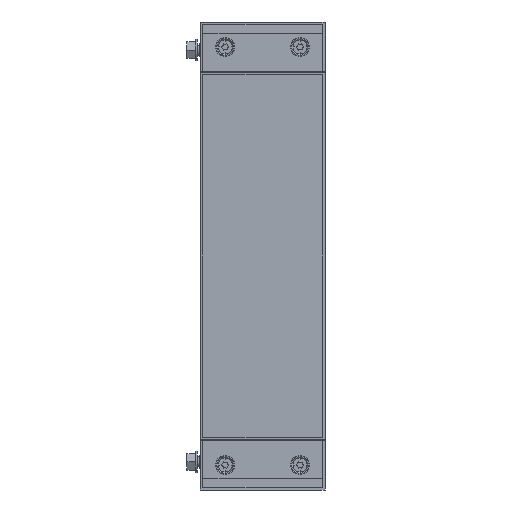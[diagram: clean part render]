
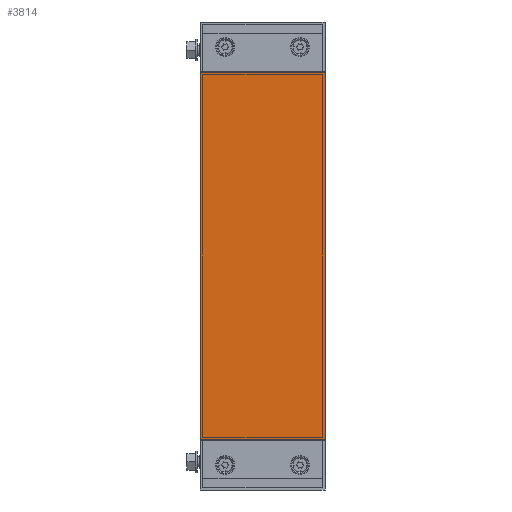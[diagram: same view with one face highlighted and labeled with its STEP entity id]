
A CAD part, left-side view. The second image highlights one B-rep face of the part: STEP entity #3814.
In plain terms, the highlighted planar face has unit normal (-1, 0, 0).
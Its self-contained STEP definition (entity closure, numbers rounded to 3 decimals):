
#418 = ORIENTED_EDGE ( 'NONE', *, *, #6415, .T. ) ;
#472 = CARTESIAN_POINT ( 'NONE',  ( 0., 0., 334.6 ) ) ;
#631 = PLANE ( 'NONE',  #8897 ) ;
#757 = VECTOR ( 'NONE', #4482, 1000. ) ;
#848 = LINE ( 'NONE', #5434, #6354 ) ;
#1027 = DIRECTION ( 'NONE',  ( 0., 0., 1. ) ) ;
#1459 = CARTESIAN_POINT ( 'NONE',  ( 0., 0., 40.4 ) ) ;
#1489 = EDGE_CURVE ( 'NONE', #3985, #2778, #7686, .T. ) ;
#1656 = DIRECTION ( 'NONE',  ( 0., 0., -1. ) ) ;
#1786 = CARTESIAN_POINT ( 'NONE',  ( 0., -100., 40.4 ) ) ;
#2676 = VECTOR ( 'NONE', #1027, 1000. ) ;
#2778 = VERTEX_POINT ( 'NONE', #8367 ) ;
#3121 = VERTEX_POINT ( 'NONE', #6253 ) ;
#3814 = ADVANCED_FACE ( 'NONE', ( #5865 ), #631, .T. ) ;
#3985 = VERTEX_POINT ( 'NONE', #8670 ) ;
#4482 = DIRECTION ( 'NONE',  ( 0., 1., 0. ) ) ;
#4674 = EDGE_CURVE ( 'NONE', #3121, #3985, #848, .T. ) ;
#4841 = ORIENTED_EDGE ( 'NONE', *, *, #4674, .T. ) ;
#5055 = EDGE_CURVE ( 'NONE', #2778, #5521, #6365, .T. ) ;
#5349 = ORIENTED_EDGE ( 'NONE', *, *, #5055, .T. ) ;
#5396 = DIRECTION ( 'NONE',  ( 0., -1., 0. ) ) ;
#5434 = CARTESIAN_POINT ( 'NONE',  ( 0., 0., 40.4 ) ) ;
#5521 = VERTEX_POINT ( 'NONE', #6340 ) ;
#5865 = FACE_OUTER_BOUND ( 'NONE', #6068, .T. ) ;
#5887 = VECTOR ( 'NONE', #5396, 1000. ) ;
#6068 = EDGE_LOOP ( 'NONE', ( #9805, #5349, #418, #4841 ) ) ;
#6253 = CARTESIAN_POINT ( 'NONE',  ( 0., 0., 334.6 ) ) ;
#6340 = CARTESIAN_POINT ( 'NONE',  ( 0., -100., 334.6 ) ) ;
#6354 = VECTOR ( 'NONE', #1656, 1000. ) ;
#6365 = LINE ( 'NONE', #1786, #2676 ) ;
#6415 = EDGE_CURVE ( 'NONE', #5521, #3121, #8864, .T. ) ;
#7310 = CARTESIAN_POINT ( 'NONE',  ( 0., 0., 0. ) ) ;
#7453 = DIRECTION ( 'NONE',  ( 0., 0., 1. ) ) ;
#7686 = LINE ( 'NONE', #1459, #5887 ) ;
#8063 = DIRECTION ( 'NONE',  ( -1., 0., 0. ) ) ;
#8367 = CARTESIAN_POINT ( 'NONE',  ( 0., -100., 40.4 ) ) ;
#8670 = CARTESIAN_POINT ( 'NONE',  ( 0., 0., 40.4 ) ) ;
#8864 = LINE ( 'NONE', #472, #757 ) ;
#8897 = AXIS2_PLACEMENT_3D ( 'NONE', #7310, #8063, #7453 ) ;
#9805 = ORIENTED_EDGE ( 'NONE', *, *, #1489, .T. ) ;
